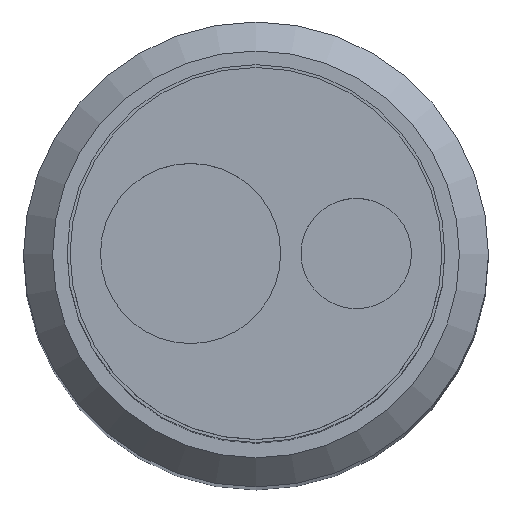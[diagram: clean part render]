
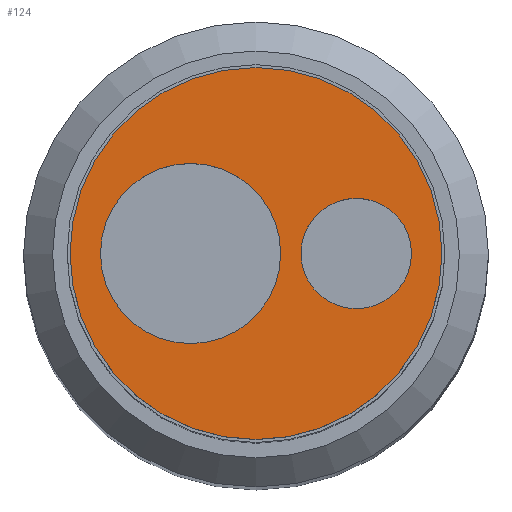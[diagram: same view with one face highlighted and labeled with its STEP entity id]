
A CAD part, top view. The second image highlights one B-rep face of the part: STEP entity #124.
In plain terms, the highlighted planar face has unit normal (0, 0, 1).
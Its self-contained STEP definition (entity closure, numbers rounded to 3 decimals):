
#12 = EDGE_LOOP ( 'NONE', ( #239 ) ) ;
#31 = EDGE_CURVE ( 'NONE', #84, #84, #254, .T. ) ;
#35 = VERTEX_POINT ( 'NONE', #40 ) ;
#38 = EDGE_LOOP ( 'NONE', ( #209 ) ) ;
#40 = CARTESIAN_POINT ( 'NONE',  ( -3.2, 0., 40. ) ) ;
#52 = AXIS2_PLACEMENT_3D ( 'NONE', #174, #179, #200 ) ;
#69 = DIRECTION ( 'NONE',  ( 1., 0., 0. ) ) ;
#70 = VERTEX_POINT ( 'NONE', #306 ) ;
#77 = FACE_OUTER_BOUND ( 'NONE', #12, .T. ) ;
#84 = VERTEX_POINT ( 'NONE', #162 ) ;
#93 = CIRCLE ( 'NONE', #322, 3.2 ) ;
#95 = PLANE ( 'NONE',  #52 ) ;
#121 = CIRCLE ( 'NONE', #151, 1.55 ) ;
#124 = ADVANCED_FACE ( 'NONE', ( #231, #229, #77 ), #95, .T. ) ;
#137 = AXIS2_PLACEMENT_3D ( 'NONE', #334, #223, #69 ) ;
#146 = ORIENTED_EDGE ( 'NONE', *, *, #308, .F. ) ;
#151 = AXIS2_PLACEMENT_3D ( 'NONE', #263, #261, #319 ) ;
#159 = EDGE_LOOP ( 'NONE', ( #146 ) ) ;
#162 = CARTESIAN_POINT ( 'NONE',  ( 2.675, 0., 40. ) ) ;
#174 = CARTESIAN_POINT ( 'NONE',  ( -4.225, -3.484, 40. ) ) ;
#179 = DIRECTION ( 'NONE',  ( 0., 0., 1. ) ) ;
#189 = DIRECTION ( 'NONE',  ( 0., 0., 1. ) ) ;
#200 = DIRECTION ( 'NONE',  ( 1., 0., 0. ) ) ;
#208 = DIRECTION ( 'NONE',  ( -1., 0., 0. ) ) ;
#209 = ORIENTED_EDGE ( 'NONE', *, *, #31, .T. ) ;
#223 = DIRECTION ( 'NONE',  ( 0., 0., -1. ) ) ;
#229 = FACE_BOUND ( 'NONE', #38, .T. ) ;
#231 = FACE_BOUND ( 'NONE', #159, .T. ) ;
#232 = CARTESIAN_POINT ( 'NONE',  ( 0., 0., 40. ) ) ;
#239 = ORIENTED_EDGE ( 'NONE', *, *, #275, .T. ) ;
#254 = CIRCLE ( 'NONE', #137, 0.95 ) ;
#261 = DIRECTION ( 'NONE',  ( 0., 0., 1. ) ) ;
#263 = CARTESIAN_POINT ( 'NONE',  ( -1.125, 0., 40. ) ) ;
#275 = EDGE_CURVE ( 'NONE', #35, #35, #93, .T. ) ;
#306 = CARTESIAN_POINT ( 'NONE',  ( 0.425, 0., 40. ) ) ;
#308 = EDGE_CURVE ( 'NONE', #70, #70, #121, .T. ) ;
#319 = DIRECTION ( 'NONE',  ( 1., 0., 0. ) ) ;
#322 = AXIS2_PLACEMENT_3D ( 'NONE', #232, #189, #208 ) ;
#334 = CARTESIAN_POINT ( 'NONE',  ( 1.725, 0., 40. ) ) ;
